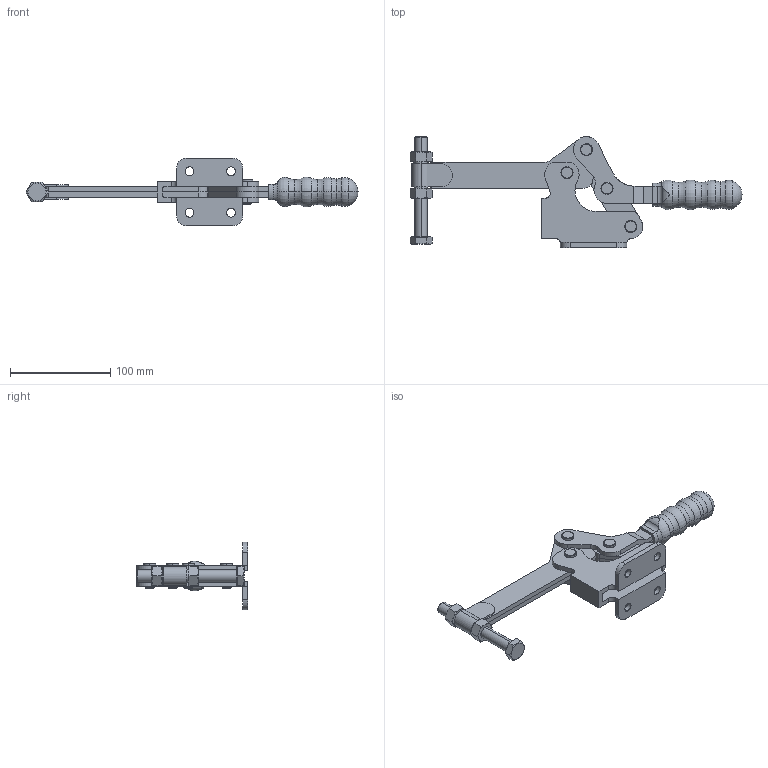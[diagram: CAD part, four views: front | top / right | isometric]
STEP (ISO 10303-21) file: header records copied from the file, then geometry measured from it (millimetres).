
FILE_DESCRIPTION (( 'STEP AP214' ), '1' );
FILE_NAME ('GH-24502-A(Â²¤Æ)-1.STEP', '2020-07-13T03:28:07', ( 'LinWei' ), ( '' ), 'SwSTEP 2.0', 'SolidWorks 2016', '' );
FILE_SCHEMA (( 'AUTOMOTIVE_DESIGN' ));
Length unit declared in the file: millimetre
Products named in the file (6): Group1^GH-24502-A(簡化); Group4^GH-24502-A(簡化)-1; Group2^GH-24502-A(簡化)-1; Group1^GH-24502-A(簡化)-1; GH-24502-A(簡化)-1; Group2^GH-24502-A(簡化)
Assembly tree (5 placements, depth 2):
  GH-24502-A(簡化)-1
    Group1^GH-24502-A(簡化)-1
    Group2^GH-24502-A(簡化)-1
    Group4^GH-24502-A(簡化)-1
    Group1^GH-24502-A(簡化)
    Group2^GH-24502-A(簡化)
Bounding box: 330.5 x 110.7 x 67 mm (x, y, z)
Volume: 223219.3 mm3; surface area: 80254.6 mm2
Topology: 6 solids, 6 shells, 334 faces, 808 edges, 504 vertices
Faces by surface type: cylinder 137, plane 128, cone 44, torus 23, sphere 2
Entity records: 10827 total; most frequent: CARTESIAN_POINT 2207, DIRECTION 1748, ORIENTED_EDGE 1616, EDGE_CURVE 808, AXIS2_PLACEMENT_3D 681, VERTEX_POINT 504, LINE 386, VECTOR 386
